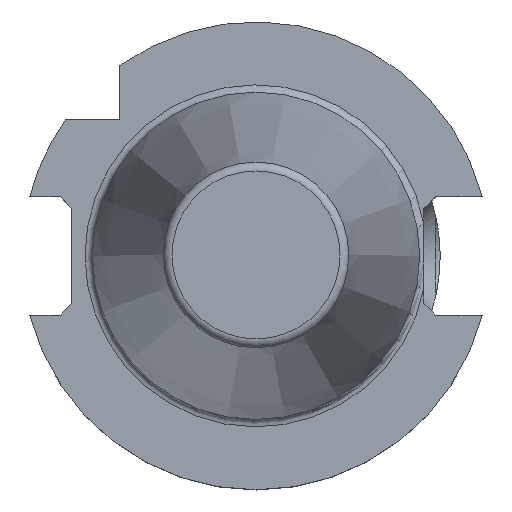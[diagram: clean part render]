
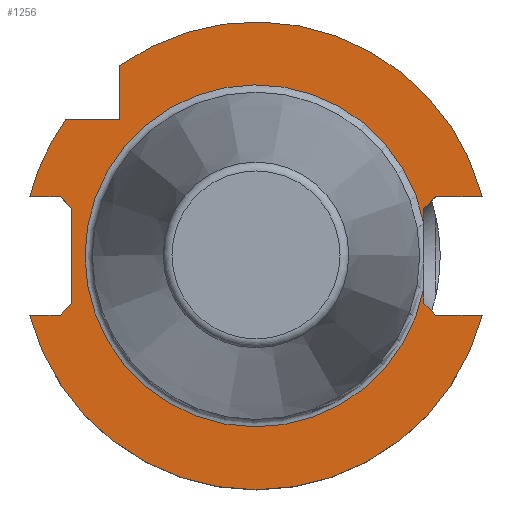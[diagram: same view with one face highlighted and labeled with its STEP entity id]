
A CAD part, top view. The second image highlights one B-rep face of the part: STEP entity #1256.
In plain terms, the highlighted planar face has unit normal (0, 0, 1).
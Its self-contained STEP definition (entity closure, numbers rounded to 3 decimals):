
#103=LINE('',#2449,#183);
#106=LINE('',#2457,#186);
#108=LINE('',#2461,#188);
#110=LINE('',#2474,#190);
#111=LINE('',#2475,#191);
#113=LINE('',#2479,#193);
#115=LINE('',#2483,#195);
#118=LINE('',#2491,#198);
#120=LINE('',#2495,#200);
#122=LINE('',#2499,#202);
#124=LINE('',#2503,#204);
#126=LINE('',#2507,#206);
#129=LINE('',#2515,#209);
#183=VECTOR('',#1642,1000.);
#186=VECTOR('',#1651,1000.);
#188=VECTOR('',#1655,1000.);
#190=VECTOR('',#1663,1000.);
#191=VECTOR('',#1664,1000.);
#193=VECTOR('',#1668,1000.);
#195=VECTOR('',#1672,1000.);
#198=VECTOR('',#1681,1000.);
#200=VECTOR('',#1685,1000.);
#202=VECTOR('',#1689,1000.);
#204=VECTOR('',#1693,1000.);
#206=VECTOR('',#1697,1000.);
#209=VECTOR('',#1706,1000.);
#571=ORIENTED_EDGE('',*,*,#787,.F.);
#572=ORIENTED_EDGE('',*,*,#786,.F.);
#573=ORIENTED_EDGE('',*,*,#783,.T.);
#574=ORIENTED_EDGE('',*,*,#781,.T.);
#575=ORIENTED_EDGE('',*,*,#779,.T.);
#576=ORIENTED_EDGE('',*,*,#777,.T.);
#577=ORIENTED_EDGE('',*,*,#775,.T.);
#578=ORIENTED_EDGE('',*,*,#773,.F.);
#579=ORIENTED_EDGE('',*,*,#771,.T.);
#580=ORIENTED_EDGE('',*,*,#769,.T.);
#581=ORIENTED_EDGE('',*,*,#767,.T.);
#582=ORIENTED_EDGE('',*,*,#765,.T.);
#583=ORIENTED_EDGE('',*,*,#766,.T.);
#584=ORIENTED_EDGE('',*,*,#762,.T.);
#585=ORIENTED_EDGE('',*,*,#760,.T.);
#586=ORIENTED_EDGE('',*,*,#758,.F.);
#587=ORIENTED_EDGE('',*,*,#756,.F.);
#756=EDGE_CURVE('',#895,#896,#103,.T.);
#758=EDGE_CURVE('',#896,#897,#967,.T.);
#760=EDGE_CURVE('',#898,#897,#106,.T.);
#762=EDGE_CURVE('',#899,#898,#108,.T.);
#765=EDGE_CURVE('',#901,#900,#968,.F.);
#766=EDGE_CURVE('',#900,#899,#110,.T.);
#767=EDGE_CURVE('',#902,#901,#111,.T.);
#769=EDGE_CURVE('',#903,#902,#113,.T.);
#771=EDGE_CURVE('',#904,#903,#115,.T.);
#773=EDGE_CURVE('',#904,#905,#969,.T.);
#775=EDGE_CURVE('',#906,#905,#118,.T.);
#777=EDGE_CURVE('',#907,#906,#120,.T.);
#779=EDGE_CURVE('',#908,#907,#122,.T.);
#781=EDGE_CURVE('',#909,#908,#124,.T.);
#783=EDGE_CURVE('',#910,#909,#126,.T.);
#786=EDGE_CURVE('',#910,#911,#970,.T.);
#787=EDGE_CURVE('',#911,#895,#129,.T.);
#895=VERTEX_POINT('',#2448);
#896=VERTEX_POINT('',#2450);
#897=VERTEX_POINT('',#2454);
#898=VERTEX_POINT('',#2458);
#899=VERTEX_POINT('',#2462);
#900=VERTEX_POINT('',#2470);
#901=VERTEX_POINT('',#2471);
#902=VERTEX_POINT('',#2476);
#903=VERTEX_POINT('',#2480);
#904=VERTEX_POINT('',#2484);
#905=VERTEX_POINT('',#2488);
#906=VERTEX_POINT('',#2492);
#907=VERTEX_POINT('',#2496);
#908=VERTEX_POINT('',#2500);
#909=VERTEX_POINT('',#2504);
#910=VERTEX_POINT('',#2508);
#911=VERTEX_POINT('',#2512);
#967=CIRCLE('',#1371,31.775);
#968=CIRCLE('',#1375,23.225);
#969=CIRCLE('',#1380,31.775);
#970=CIRCLE('',#1387,31.775);
#1047=EDGE_LOOP('',(#571,#572,#573,#574,#575,#576,#577,#578,#579,#580,#581,
#582,#583,#584,#585,#586,#587));
#1138=FACE_BOUND('',#1047,.T.);
#1191=PLANE('',#1389);
#1256=ADVANCED_FACE('',(#1138),#1191,.T.);
#1371=AXIS2_PLACEMENT_3D('',#2453,#1646,#1647);
#1375=AXIS2_PLACEMENT_3D('',#2472,#1659,#1660);
#1380=AXIS2_PLACEMENT_3D('',#2487,#1676,#1677);
#1387=AXIS2_PLACEMENT_3D('',#2513,#1702,#1703);
#1389=AXIS2_PLACEMENT_3D('',#2516,#1707,#1708);
#1642=DIRECTION('',(0.,1.,0.));
#1646=DIRECTION('',(0.,0.,-1.));
#1647=DIRECTION('',(-1.,0.,0.));
#1651=DIRECTION('',(1.,0.,0.));
#1655=DIRECTION('',(0.707,0.707,0.));
#1659=DIRECTION('',(0.,0.,1.));
#1660=DIRECTION('',(1.,0.,0.));
#1663=DIRECTION('',(0.,1.,0.));
#1664=DIRECTION('',(0.,1.,0.));
#1668=DIRECTION('',(-0.707,0.707,0.));
#1672=DIRECTION('',(-1.,0.,0.));
#1676=DIRECTION('',(0.,0.,-1.));
#1677=DIRECTION('',(-1.,0.,0.));
#1681=DIRECTION('',(-1.,0.,0.));
#1685=DIRECTION('',(-0.707,-0.707,0.));
#1689=DIRECTION('',(0.,-1.,0.));
#1693=DIRECTION('',(0.707,-0.707,0.));
#1697=DIRECTION('',(1.,0.,0.));
#1702=DIRECTION('',(0.,0.,-1.));
#1703=DIRECTION('',(-1.,0.,0.));
#1706=DIRECTION('',(1.,0.,0.));
#1707=DIRECTION('',(0.,0.,1.));
#1708=DIRECTION('',(1.,0.,0.));
#2448=CARTESIAN_POINT('',(-18.5,18.5,-3.2));
#2449=CARTESIAN_POINT('',(-18.5,0.,-3.2));
#2450=CARTESIAN_POINT('',(-18.5,25.834,-3.2));
#2453=CARTESIAN_POINT('',(0.,0.,-3.2));
#2454=CARTESIAN_POINT('',(30.738,8.05,-3.2));
#2457=CARTESIAN_POINT('',(-22.225,8.05,-3.2));
#2458=CARTESIAN_POINT('',(24.4,8.05,-3.2));
#2461=CARTESIAN_POINT('',(-2.938,-19.288,-3.2));
#2462=CARTESIAN_POINT('',(22.8,6.45,-3.2));
#2470=CARTESIAN_POINT('',(22.8,4.423,-3.2));
#2471=CARTESIAN_POINT('',(22.8,-4.423,-3.2));
#2472=CARTESIAN_POINT('',(0.,0.,-3.2));
#2474=CARTESIAN_POINT('',(22.8,0.,-3.2));
#2475=CARTESIAN_POINT('',(22.8,0.,-3.2));
#2476=CARTESIAN_POINT('',(22.8,-6.45,-3.2));
#2479=CARTESIAN_POINT('',(-2.938,19.288,-3.2));
#2480=CARTESIAN_POINT('',(24.4,-8.05,-3.2));
#2483=CARTESIAN_POINT('',(-22.225,-8.05,-3.2));
#2484=CARTESIAN_POINT('',(30.738,-8.05,-3.2));
#2487=CARTESIAN_POINT('',(0.,0.,-3.2));
#2488=CARTESIAN_POINT('',(-30.738,-8.05,-3.2));
#2491=CARTESIAN_POINT('',(-22.225,-8.05,-3.2));
#2492=CARTESIAN_POINT('',(-26.6,-8.05,-3.2));
#2495=CARTESIAN_POINT('',(-20.388,-1.838,-3.2));
#2496=CARTESIAN_POINT('',(-25.,-6.45,-3.2));
#2499=CARTESIAN_POINT('',(-25.,0.,-3.2));
#2500=CARTESIAN_POINT('',(-25.,6.45,-3.2));
#2503=CARTESIAN_POINT('',(-20.388,1.838,-3.2));
#2504=CARTESIAN_POINT('',(-26.6,8.05,-3.2));
#2507=CARTESIAN_POINT('',(-22.225,8.05,-3.2));
#2508=CARTESIAN_POINT('',(-30.738,8.05,-3.2));
#2512=CARTESIAN_POINT('',(-25.834,18.5,-3.2));
#2513=CARTESIAN_POINT('',(0.,0.,-3.2));
#2515=CARTESIAN_POINT('',(-22.225,18.5,-3.2));
#2516=CARTESIAN_POINT('',(-22.225,0.,-3.2));
